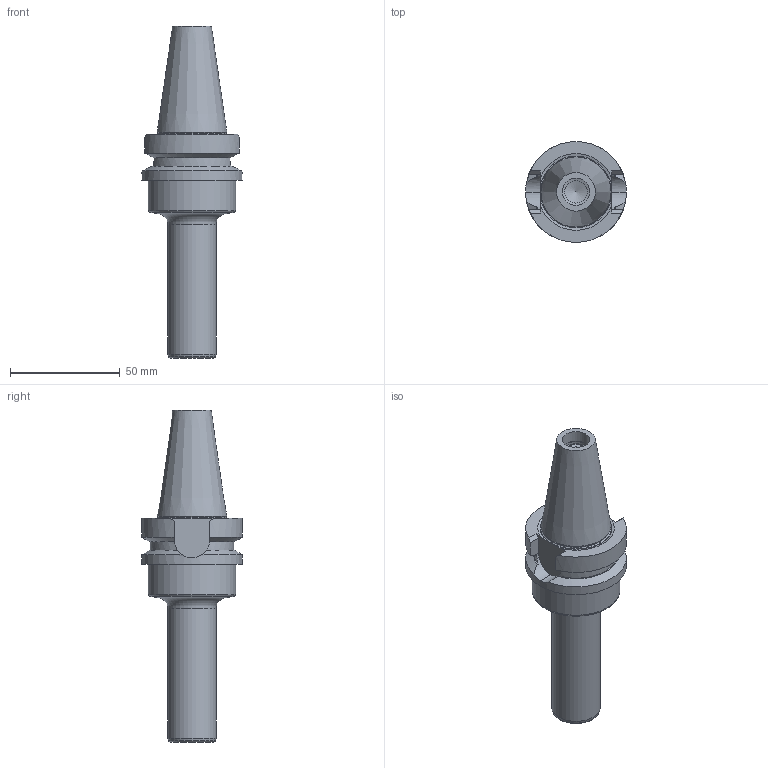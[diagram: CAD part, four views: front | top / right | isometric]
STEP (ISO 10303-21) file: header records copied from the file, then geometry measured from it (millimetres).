
FILE_DESCRIPTION(/* description */ (''),/* implementation_level */ '2;1');
FILE_NAME(/* name */ '6251_1_3d.stp',/* time_stamp */ '2017-03-31T11:30:20+02:00',/* author */ (''),/* organization */ ('SMS'),/* preprocessor_version */ 'ST-DEVELOPER v15',/* originating_system */ 'SIEMENS PLM Software NX 8.5',/* authorisation */ '');
FILE_SCHEMA (('AUTOMOTIVE_DESIGN { 1 0 10303 214 3 1 1 1 }'));
Length unit declared in the file: millimetre
Products named in the file (1): 6251_1_3D
Bounding box: 45.98 x 45.98 x 151.4 mm (x, y, z)
Volume: 94758.3 mm3; surface area: 17591.3 mm2
Topology: 1 solids, 1 shells, 55 faces, 144 edges, 93 vertices
Faces by surface type: plane 22, cylinder 15, cone 13, torus 5
Full cylindrical faces by diameter (mm): 10.25 x1, 12.514 x1, 12.914 x1, 22 x1, 31.15 x1, 40 x1, 45.98 x1
Entity records: 1607 total; most frequent: CARTESIAN_POINT 334, DIRECTION 260, ORIENTED_EDGE 234, EDGE_CURVE 117, AXIS2_PLACEMENT_3D 108, VERTEX_POINT 86, EDGE_LOOP 76, ADVANCED_FACE 55
